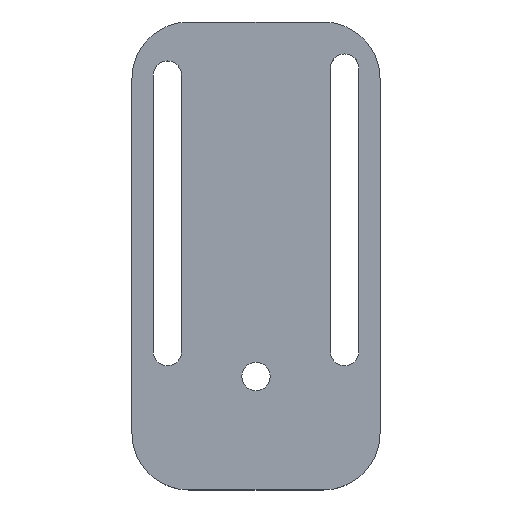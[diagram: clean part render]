
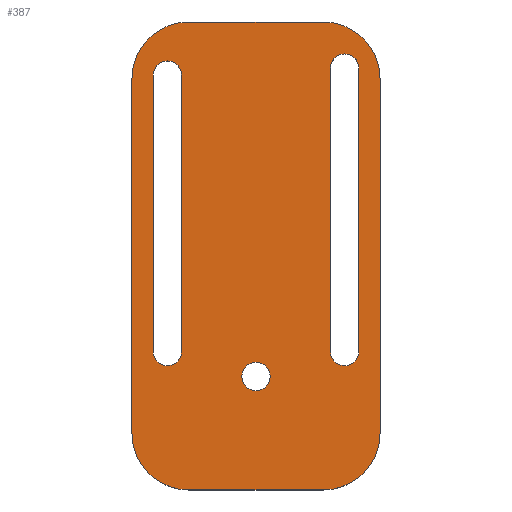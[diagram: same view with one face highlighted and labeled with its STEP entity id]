
A CAD part, top view. The second image highlights one B-rep face of the part: STEP entity #387.
In plain terms, the highlighted planar face has unit normal (0, 0, 1).
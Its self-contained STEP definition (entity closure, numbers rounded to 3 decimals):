
#14=FACE_BOUND('',#100,.T.);
#15=FACE_BOUND('',#101,.T.);
#16=FACE_BOUND('',#102,.T.);
#37=CIRCLE('',#415,2.);
#39=CIRCLE('',#419,2.);
#41=CIRCLE('',#423,2.);
#43=CIRCLE('',#427,2.);
#44=CIRCLE('',#429,2.);
#47=CIRCLE('',#434,8.);
#49=CIRCLE('',#438,8.);
#51=CIRCLE('',#442,8.);
#53=CIRCLE('',#446,8.);
#80=FACE_OUTER_BOUND('',#99,.T.);
#99=EDGE_LOOP('',(#326,#327,#328,#329,#330,#331,#332,#333));
#100=EDGE_LOOP('',(#334));
#101=EDGE_LOOP('',(#335,#336,#337,#338));
#102=EDGE_LOOP('',(#339,#340,#341,#342));
#109=LINE('',#566,#142);
#113=LINE('',#578,#146);
#117=LINE('',#590,#150);
#121=LINE('',#602,#154);
#126=LINE('',#620,#159);
#130=LINE('',#632,#163);
#134=LINE('',#644,#167);
#138=LINE('',#656,#171);
#142=VECTOR('',#455,10.);
#146=VECTOR('',#467,10.);
#150=VECTOR('',#479,10.);
#154=VECTOR('',#491,10.);
#159=VECTOR('',#510,10.);
#163=VECTOR('',#522,10.);
#167=VECTOR('',#534,10.);
#171=VECTOR('',#546,10.);
#175=VERTEX_POINT('',#563);
#176=VERTEX_POINT('',#565);
#178=VERTEX_POINT('',#571);
#180=VERTEX_POINT('',#577);
#183=VERTEX_POINT('',#587);
#184=VERTEX_POINT('',#589);
#186=VERTEX_POINT('',#595);
#188=VERTEX_POINT('',#601);
#189=VERTEX_POINT('',#608);
#193=VERTEX_POINT('',#617);
#194=VERTEX_POINT('',#619);
#196=VERTEX_POINT('',#625);
#198=VERTEX_POINT('',#631);
#200=VERTEX_POINT('',#637);
#202=VERTEX_POINT('',#643);
#204=VERTEX_POINT('',#649);
#206=VERTEX_POINT('',#655);
#209=EDGE_CURVE('',#176,#175,#109,.T.);
#212=EDGE_CURVE('',#178,#176,#37,.T.);
#215=EDGE_CURVE('',#180,#178,#113,.T.);
#218=EDGE_CURVE('',#175,#180,#39,.T.);
#221=EDGE_CURVE('',#184,#183,#117,.T.);
#224=EDGE_CURVE('',#186,#184,#41,.T.);
#227=EDGE_CURVE('',#188,#186,#121,.T.);
#230=EDGE_CURVE('',#183,#188,#43,.T.);
#231=EDGE_CURVE('',#189,#189,#44,.T.);
#236=EDGE_CURVE('',#194,#193,#126,.T.);
#239=EDGE_CURVE('',#196,#194,#47,.T.);
#242=EDGE_CURVE('',#198,#196,#130,.T.);
#245=EDGE_CURVE('',#200,#198,#49,.T.);
#248=EDGE_CURVE('',#202,#200,#134,.T.);
#251=EDGE_CURVE('',#204,#202,#51,.T.);
#254=EDGE_CURVE('',#206,#204,#138,.T.);
#257=EDGE_CURVE('',#193,#206,#53,.T.);
#326=ORIENTED_EDGE('',*,*,#257,.T.);
#327=ORIENTED_EDGE('',*,*,#254,.T.);
#328=ORIENTED_EDGE('',*,*,#251,.T.);
#329=ORIENTED_EDGE('',*,*,#248,.T.);
#330=ORIENTED_EDGE('',*,*,#245,.T.);
#331=ORIENTED_EDGE('',*,*,#242,.T.);
#332=ORIENTED_EDGE('',*,*,#239,.T.);
#333=ORIENTED_EDGE('',*,*,#236,.T.);
#334=ORIENTED_EDGE('',*,*,#231,.T.);
#335=ORIENTED_EDGE('',*,*,#230,.T.);
#336=ORIENTED_EDGE('',*,*,#227,.T.);
#337=ORIENTED_EDGE('',*,*,#224,.T.);
#338=ORIENTED_EDGE('',*,*,#221,.T.);
#339=ORIENTED_EDGE('',*,*,#218,.T.);
#340=ORIENTED_EDGE('',*,*,#215,.T.);
#341=ORIENTED_EDGE('',*,*,#212,.T.);
#342=ORIENTED_EDGE('',*,*,#209,.T.);
#368=PLANE('',#447);
#387=ADVANCED_FACE('',(#80,#14,#15,#16),#368,.T.);
#415=AXIS2_PLACEMENT_3D('',#572,#461,#462);
#419=AXIS2_PLACEMENT_3D('',#582,#473,#474);
#423=AXIS2_PLACEMENT_3D('',#596,#485,#486);
#427=AXIS2_PLACEMENT_3D('',#606,#497,#498);
#429=AXIS2_PLACEMENT_3D('',#609,#501,#502);
#434=AXIS2_PLACEMENT_3D('',#626,#516,#517);
#438=AXIS2_PLACEMENT_3D('',#638,#528,#529);
#442=AXIS2_PLACEMENT_3D('',#650,#540,#541);
#446=AXIS2_PLACEMENT_3D('',#660,#552,#553);
#447=AXIS2_PLACEMENT_3D('',#661,#554,#555);
#455=DIRECTION('',(0.,1.,0.));
#461=DIRECTION('center_axis',(0.,0.,-1.));
#462=DIRECTION('ref_axis',(1.,0.,0.));
#467=DIRECTION('',(0.,-1.,0.));
#473=DIRECTION('center_axis',(0.,0.,-1.));
#474=DIRECTION('ref_axis',(-1.,0.,0.));
#479=DIRECTION('',(0.,1.,0.));
#485=DIRECTION('center_axis',(0.,0.,-1.));
#486=DIRECTION('ref_axis',(1.,0.,0.));
#491=DIRECTION('',(0.,-1.,0.));
#497=DIRECTION('center_axis',(0.,0.,-1.));
#498=DIRECTION('ref_axis',(-1.,0.,0.));
#501=DIRECTION('center_axis',(0.,0.,-1.));
#502=DIRECTION('ref_axis',(-1.,0.,0.));
#510=DIRECTION('',(1.,0.,0.));
#516=DIRECTION('center_axis',(0.,0.,1.));
#517=DIRECTION('ref_axis',(-1.,0.,0.));
#522=DIRECTION('',(0.,-1.,0.));
#528=DIRECTION('center_axis',(0.,0.,1.));
#529=DIRECTION('ref_axis',(0.,1.,0.));
#534=DIRECTION('',(-1.,0.,0.));
#540=DIRECTION('center_axis',(0.,0.,1.));
#541=DIRECTION('ref_axis',(1.,0.,0.));
#546=DIRECTION('',(0.,1.,0.));
#552=DIRECTION('center_axis',(0.,0.,1.));
#553=DIRECTION('ref_axis',(0.,-1.,0.));
#554=DIRECTION('center_axis',(0.,0.,1.));
#555=DIRECTION('ref_axis',(1.,0.,0.));
#563=CARTESIAN_POINT('',(5.433,42.284,6.));
#565=CARTESIAN_POINT('',(5.433,2.284,6.));
#566=CARTESIAN_POINT('',(5.433,2.284,6.));
#571=CARTESIAN_POINT('',(9.433,2.284,6.));
#572=CARTESIAN_POINT('Origin',(7.433,2.284,6.));
#577=CARTESIAN_POINT('',(9.433,42.284,6.));
#578=CARTESIAN_POINT('',(9.433,42.284,6.));
#582=CARTESIAN_POINT('Origin',(7.433,42.284,6.));
#587=CARTESIAN_POINT('',(-19.567,41.293,6.));
#589=CARTESIAN_POINT('',(-19.567,2.284,6.));
#590=CARTESIAN_POINT('',(-19.567,2.284,6.));
#595=CARTESIAN_POINT('',(-15.567,2.284,6.));
#596=CARTESIAN_POINT('Origin',(-17.567,2.284,6.));
#601=CARTESIAN_POINT('',(-15.567,41.293,6.));
#602=CARTESIAN_POINT('',(-15.567,41.293,6.));
#606=CARTESIAN_POINT('Origin',(-17.567,41.293,6.));
#608=CARTESIAN_POINT('',(-3.067,-1.216,6.));
#609=CARTESIAN_POINT('Origin',(-5.067,-1.216,6.));
#617=CARTESIAN_POINT('',(4.433,-17.216,6.));
#619=CARTESIAN_POINT('',(-14.567,-17.216,6.));
#620=CARTESIAN_POINT('',(-14.567,-17.216,6.));
#625=CARTESIAN_POINT('',(-22.567,-9.216,6.));
#626=CARTESIAN_POINT('Origin',(-14.567,-9.216,6.));
#631=CARTESIAN_POINT('',(-22.567,40.784,6.));
#632=CARTESIAN_POINT('',(-22.567,40.784,6.));
#637=CARTESIAN_POINT('',(-14.567,48.784,6.));
#638=CARTESIAN_POINT('Origin',(-14.567,40.784,6.));
#643=CARTESIAN_POINT('',(4.433,48.784,6.));
#644=CARTESIAN_POINT('',(4.433,48.784,6.));
#649=CARTESIAN_POINT('',(12.433,40.784,6.));
#650=CARTESIAN_POINT('Origin',(4.433,40.784,6.));
#655=CARTESIAN_POINT('',(12.433,-9.216,6.));
#656=CARTESIAN_POINT('',(12.433,-9.216,6.));
#660=CARTESIAN_POINT('Origin',(4.433,-9.216,6.));
#661=CARTESIAN_POINT('Origin',(-5.067,15.784,6.));
